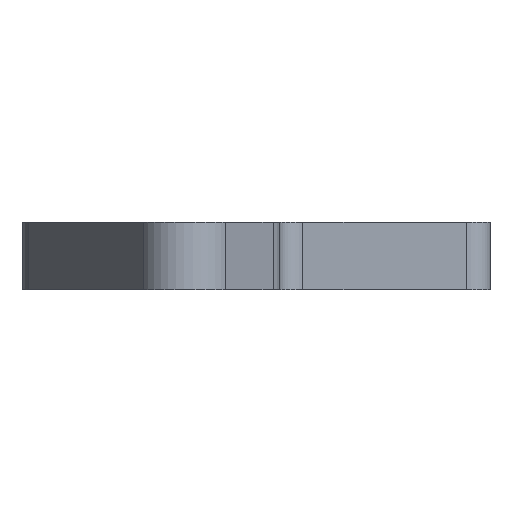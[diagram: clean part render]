
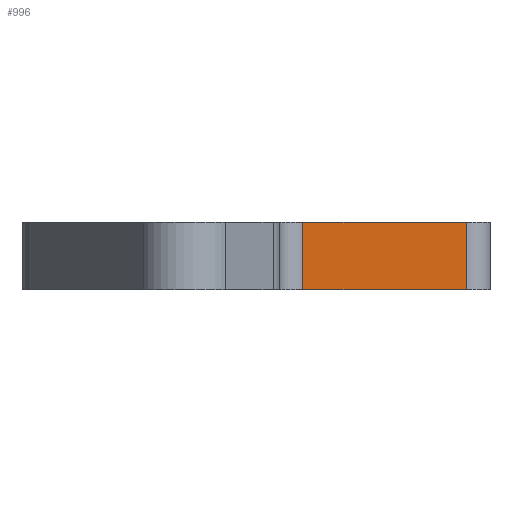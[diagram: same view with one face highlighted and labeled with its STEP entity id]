
A CAD part, left-side view. The second image highlights one B-rep face of the part: STEP entity #996.
In plain terms, the highlighted planar face has unit normal (-1, 0, 0).
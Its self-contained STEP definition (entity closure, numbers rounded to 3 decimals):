
#42=PLANE('',#1099);
#81=FACE_OUTER_BOUND('',#134,.T.);
#134=EDGE_LOOP('',(#758,#759,#760,#761));
#188=LINE('',#1511,#294);
#215=LINE('',#1584,#321);
#216=LINE('',#1587,#322);
#217=LINE('',#1588,#323);
#294=VECTOR('',#1200,10.);
#321=VECTOR('',#1275,10.);
#322=VECTOR('',#1278,10.);
#323=VECTOR('',#1279,10.);
#445=VERTEX_POINT('',#1508);
#446=VERTEX_POINT('',#1510);
#468=VERTEX_POINT('',#1582);
#469=VERTEX_POINT('',#1586);
#545=EDGE_CURVE('',#446,#445,#188,.T.);
#582=EDGE_CURVE('',#445,#468,#215,.T.);
#583=EDGE_CURVE('',#469,#468,#216,.T.);
#584=EDGE_CURVE('',#446,#469,#217,.T.);
#758=ORIENTED_EDGE('',*,*,#545,.T.);
#759=ORIENTED_EDGE('',*,*,#582,.T.);
#760=ORIENTED_EDGE('',*,*,#583,.F.);
#761=ORIENTED_EDGE('',*,*,#584,.F.);
#996=ADVANCED_FACE('',(#81),#42,.T.);
#1099=AXIS2_PLACEMENT_3D('',#1585,#1276,#1277);
#1200=DIRECTION('',(0.,-1.,0.));
#1275=DIRECTION('',(0.,0.,1.));
#1276=DIRECTION('center_axis',(-1.,0.,0.));
#1277=DIRECTION('ref_axis',(0.,-1.,0.));
#1278=DIRECTION('',(0.,-1.,0.));
#1279=DIRECTION('',(0.,0.,1.));
#1508=CARTESIAN_POINT('',(20.,1.,0.));
#1510=CARTESIAN_POINT('',(20.,8.,0.));
#1511=CARTESIAN_POINT('',(20.,8.,0.));
#1582=CARTESIAN_POINT('',(20.,1.,2.9));
#1584=CARTESIAN_POINT('',(20.,1.,0.));
#1585=CARTESIAN_POINT('Origin',(20.,8.,0.));
#1586=CARTESIAN_POINT('',(20.,8.,2.9));
#1587=CARTESIAN_POINT('',(20.,8.,2.9));
#1588=CARTESIAN_POINT('',(20.,8.,0.));
